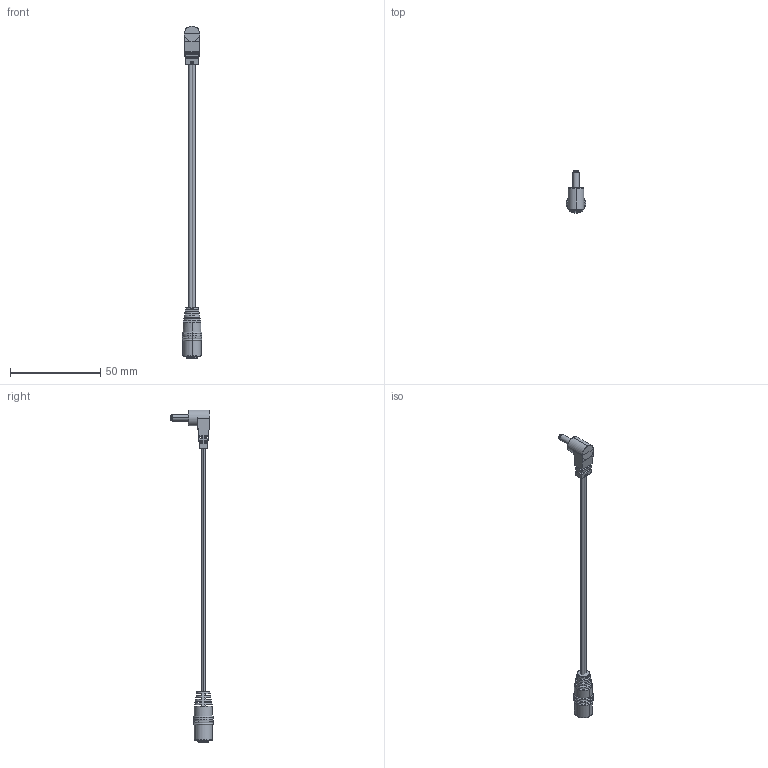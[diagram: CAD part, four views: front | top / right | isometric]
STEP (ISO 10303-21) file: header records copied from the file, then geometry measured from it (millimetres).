
FILE_DESCRIPTION (( 'STEP AP203' ), '1' );
FILE_NAME ('053-0388R.step', '2016-09-15T23:06:35', ( '' ), ( '' ), 'SwSTEP 2.0', 'SolidWorks 2015', '' );
FILE_SCHEMA (( 'CONFIG_CONTROL_DESIGN' ));
Length unit declared in the file: millimetre
Products named in the file (14): 50-00117 pin; 24-00049_default; 50-00112; 24-00053_default; 50-00112 contact pin; 50-00117 contact; 50-00117 shell; 50-00112 shell; 50-00117; 30-00003_blunt cut; 50-00112 insulator; 053-0388R; 50-00112 contact; 50-00117 insulator
Assembly tree (13 placements, depth 3):
  053-0388R
    30-00003_blunt cut
    24-00049_default
    24-00053_default
    50-00112
      50-00112 contact
      50-00112 contact pin
      50-00112 insulator
      50-00112 shell
    50-00117
      50-00117 insulator
      50-00117 contact
      50-00117 pin
      50-00117 shell
Bounding box: 10.8 x 23.4 x 184.25 mm (x, y, z)
Volume: 4172.7 mm3; surface area: 9745.3 mm2
Topology: 44 solids, 44 shells, 734 faces, 1785 edges, 1142 vertices
Faces by surface type: cylinder 280, plane 253, bspline 125, cone 30, torus 26, sphere 20
Entity records: 26825 total; most frequent: CARTESIAN_POINT 8984, ORIENTED_EDGE 3530, DIRECTION 3138, EDGE_CURVE 1765, AXIS2_PLACEMENT_3D 1245, VERTEX_POINT 1134, EDGE_LOOP 825, FACE_OUTER_BOUND 734
